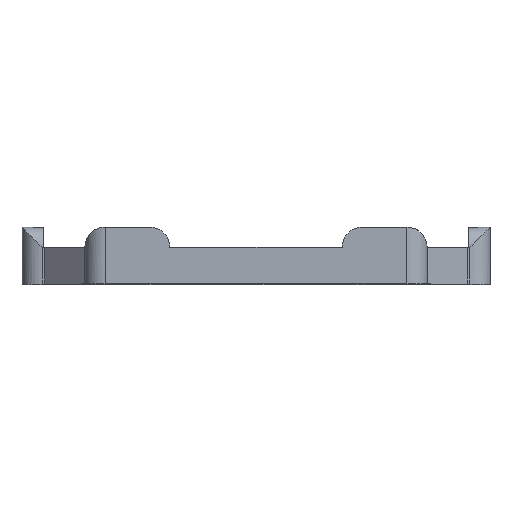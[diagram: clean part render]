
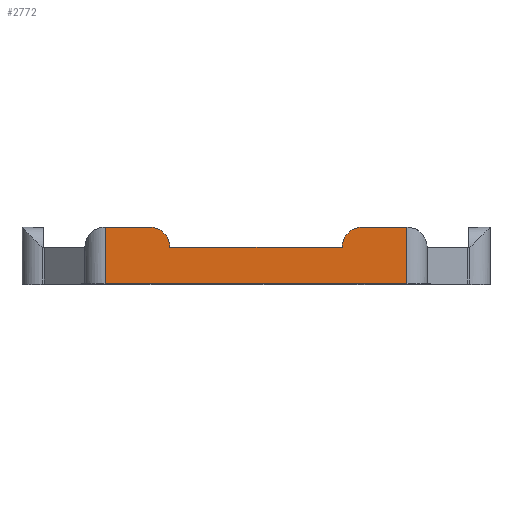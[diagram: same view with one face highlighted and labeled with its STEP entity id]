
A CAD part, top view. The second image highlights one B-rep face of the part: STEP entity #2772.
In plain terms, the highlighted planar face has unit normal (0, 0, 1).
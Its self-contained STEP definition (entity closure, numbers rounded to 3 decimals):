
#100=PLANE('',#3041);
#227=FACE_OUTER_BOUND('',#373,.T.);
#373=EDGE_LOOP('',(#2457,#2458,#2459,#2460,#2461,#2462,#2463,#2464));
#426=LINE('',#3993,#714);
#526=LINE('',#4312,#814);
#528=LINE('',#4321,#816);
#532=LINE('',#4332,#820);
#657=LINE('',#4653,#945);
#658=LINE('',#4655,#946);
#714=VECTOR('',#3161,10.);
#814=VECTOR('',#3433,4.4);
#816=VECTOR('',#3443,17.);
#820=VECTOR('',#3455,4.4);
#945=VECTOR('',#3796,10.);
#946=VECTOR('',#3799,10.);
#1045=CIRCLE('',#2927,2.);
#1046=CIRCLE('',#2930,2.);
#1122=VERTEX_POINT('',#3990);
#1123=VERTEX_POINT('',#3992);
#1246=VERTEX_POINT('',#4283);
#1253=VERTEX_POINT('',#4301);
#1256=VERTEX_POINT('',#4309);
#1258=VERTEX_POINT('',#4316);
#1259=VERTEX_POINT('',#4320);
#1261=VERTEX_POINT('',#4326);
#1411=EDGE_CURVE('',#1122,#1123,#426,.T.);
#1572=EDGE_CURVE('',#1253,#1256,#526,.T.);
#1574=EDGE_CURVE('',#1258,#1256,#1045,.T.);
#1576=EDGE_CURVE('',#1259,#1258,#528,.T.);
#1579=EDGE_CURVE('',#1261,#1259,#1046,.T.);
#1582=EDGE_CURVE('',#1261,#1246,#532,.T.);
#1744=EDGE_CURVE('',#1246,#1122,#657,.T.);
#1745=EDGE_CURVE('',#1253,#1123,#658,.T.);
#2457=ORIENTED_EDGE('',*,*,#1744,.F.);
#2458=ORIENTED_EDGE('',*,*,#1582,.F.);
#2459=ORIENTED_EDGE('',*,*,#1579,.T.);
#2460=ORIENTED_EDGE('',*,*,#1576,.T.);
#2461=ORIENTED_EDGE('',*,*,#1574,.T.);
#2462=ORIENTED_EDGE('',*,*,#1572,.F.);
#2463=ORIENTED_EDGE('',*,*,#1745,.T.);
#2464=ORIENTED_EDGE('',*,*,#1411,.F.);
#2772=ADVANCED_FACE('',(#227),#100,.T.);
#2927=AXIS2_PLACEMENT_3D('',#4317,#3438,#3439);
#2930=AXIS2_PLACEMENT_3D('',#4327,#3448,#3449);
#3041=AXIS2_PLACEMENT_3D('',#4654,#3797,#3798);
#3161=DIRECTION('',(-1.,0.,0.));
#3433=DIRECTION('',(1.,0.,0.));
#3438=DIRECTION('center_axis',(0.,0.,1.));
#3439=DIRECTION('ref_axis',(1.,0.,0.));
#3443=DIRECTION('',(-1.,0.,0.));
#3448=DIRECTION('center_axis',(0.,0.,1.));
#3449=DIRECTION('ref_axis',(0.,1.,0.));
#3455=DIRECTION('',(1.,0.,0.));
#3796=DIRECTION('',(0.,-1.,0.));
#3797=DIRECTION('center_axis',(0.,0.,1.));
#3798=DIRECTION('ref_axis',(1.,0.,0.));
#3799=DIRECTION('',(0.,-1.,0.));
#3990=CARTESIAN_POINT('',(25.4,0.7,2.098));
#3992=CARTESIAN_POINT('',(-4.4,0.7,2.098));
#3993=CARTESIAN_POINT('',(2.05,0.7,2.098));
#4283=CARTESIAN_POINT('',(25.4,6.3,2.098));
#4301=CARTESIAN_POINT('',(-4.4,6.3,2.098));
#4309=CARTESIAN_POINT('',(0.,6.3,2.098));
#4312=CARTESIAN_POINT('',(-4.4,6.3,2.098));
#4316=CARTESIAN_POINT('',(2.,4.3,2.098));
#4317=CARTESIAN_POINT('Origin',(0.,4.3,2.098));
#4320=CARTESIAN_POINT('',(19.,4.3,2.098));
#4321=CARTESIAN_POINT('',(19.,4.3,2.098));
#4326=CARTESIAN_POINT('',(21.,6.3,2.098));
#4327=CARTESIAN_POINT('Origin',(21.,4.3,2.098));
#4332=CARTESIAN_POINT('',(21.,6.3,2.098));
#4653=CARTESIAN_POINT('',(25.4,1.1,2.098));
#4654=CARTESIAN_POINT('Origin',(-6.4,-0.7,2.098));
#4655=CARTESIAN_POINT('',(-4.4,1.1,2.098));
